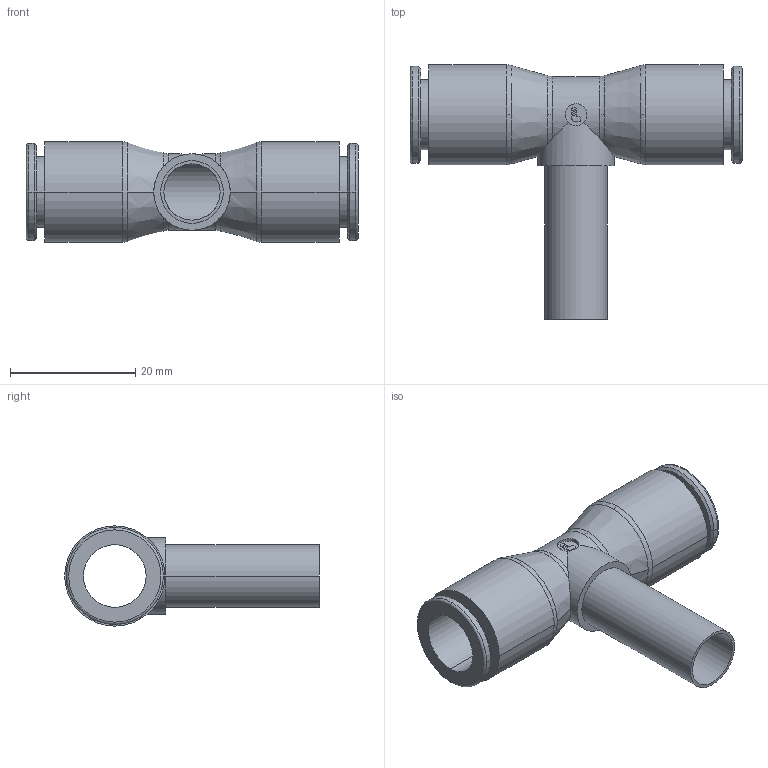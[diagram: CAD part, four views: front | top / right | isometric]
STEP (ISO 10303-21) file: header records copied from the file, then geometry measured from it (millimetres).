
FILE_DESCRIPTION(('STEP AP214'),'1');
FILE_NAME('3188_10_00.stp','2016-07-07T14:59:47',('TraceParts'),('TraceParts S.A.'),'Spatial InterOp 3D',' ',' ');
FILE_SCHEMA(('automotive_design'));
Length unit declared in the file: millimetre
Products named in the file (1): 1
Bounding box: 53 x 40.65 x 16 mm (x, y, z)
Volume: 5363.9 mm3; surface area: 6276.6 mm2
Topology: 1 solids, 1 shells, 77 faces, 199 edges, 132 vertices
Faces by surface type: cylinder 30, plane 25, torus 14, cone 8
Entity records: 2675 total; most frequent: CARTESIAN_POINT 686, DIRECTION 448, ORIENTED_EDGE 398, EDGE_CURVE 199, AXIS2_PLACEMENT_3D 186, VERTEX_POINT 132, CIRCLE 104, EDGE_LOOP 89
